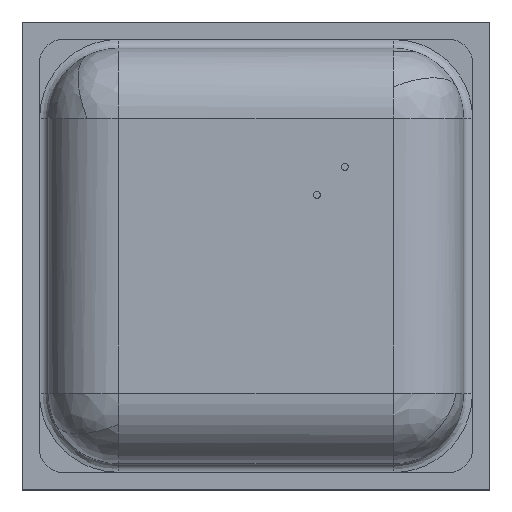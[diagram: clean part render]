
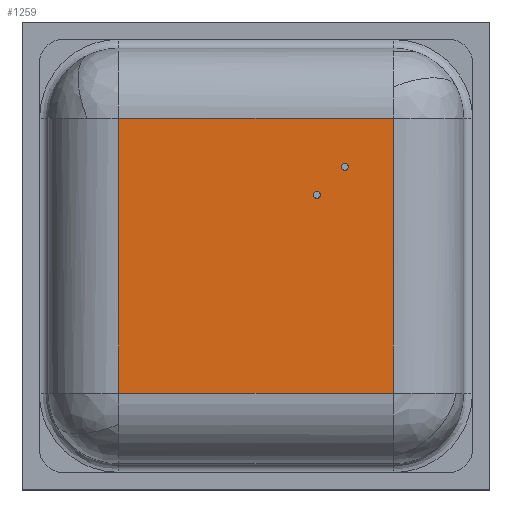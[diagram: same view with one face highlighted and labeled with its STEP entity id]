
A CAD part, top view. The second image highlights one B-rep face of the part: STEP entity #1259.
In plain terms, the highlighted planar face has unit normal (0, 0, 1).
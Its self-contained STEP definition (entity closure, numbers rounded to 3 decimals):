
#133 = CARTESIAN_POINT ( 'NONE',  ( 1.395, 1.38, 0.8 ) ) ;
#167 = EDGE_LOOP ( 'NONE', ( #1774, #3516 ) ) ;
#195 = CARTESIAN_POINT ( 'NONE',  ( 1.38, 1.38, 0.8 ) ) ;
#247 = CARTESIAN_POINT ( 'NONE',  ( 1.26, 1.26, 0.8 ) ) ;
#357 = VECTOR ( 'NONE', #822, 1000. ) ;
#431 = ORIENTED_EDGE ( 'NONE', *, *, #1888, .F. ) ;
#501 = ORIENTED_EDGE ( 'NONE', *, *, #1203, .T. ) ;
#540 = CARTESIAN_POINT ( 'NONE',  ( 1.38, 1.38, 0.8 ) ) ;
#570 = CARTESIAN_POINT ( 'NONE',  ( 1.365, 1.38, 0.8 ) ) ;
#695 = AXIS2_PLACEMENT_3D ( 'NONE', #247, #1907, #1610 ) ;
#767 = AXIS2_PLACEMENT_3D ( 'NONE', #540, #889, #3807 ) ;
#822 = DIRECTION ( 'NONE',  ( 0., -1., 0. ) ) ;
#840 = CARTESIAN_POINT ( 'NONE',  ( 1.294, 1.587, 0.8 ) ) ;
#889 = DIRECTION ( 'NONE',  ( 0., 0., -1. ) ) ;
#1003 = DIRECTION ( 'NONE',  ( 0., 0., -1. ) ) ;
#1107 = EDGE_LOOP ( 'NONE', ( #501, #4291 ) ) ;
#1203 = EDGE_CURVE ( 'NONE', #3590, #1996, #1965, .T. ) ;
#1259 = ADVANCED_FACE ( 'NONE', ( #1780, #5111, #1413 ), #4748, .T. ) ;
#1320 = VERTEX_POINT ( 'NONE', #4081 ) ;
#1413 = FACE_OUTER_BOUND ( 'NONE', #5201, .T. ) ;
#1598 = LINE ( 'NONE', #2042, #357 ) ;
#1610 = DIRECTION ( 'NONE',  ( -1., 0., 0. ) ) ;
#1738 = LINE ( 'NONE', #2640, #3238 ) ;
#1774 = ORIENTED_EDGE ( 'NONE', *, *, #2468, .T. ) ;
#1780 = FACE_BOUND ( 'NONE', #1107, .T. ) ;
#1888 = EDGE_CURVE ( 'NONE', #3302, #2645, #1598, .T. ) ;
#1898 = VECTOR ( 'NONE', #4910, 1000. ) ;
#1907 = DIRECTION ( 'NONE',  ( 0., 0., -1. ) ) ;
#1965 = CIRCLE ( 'NONE', #767, 0.015 ) ;
#1996 = VERTEX_POINT ( 'NONE', #133 ) ;
#2038 = CARTESIAN_POINT ( 'NONE',  ( 0.412, 1.587, 0.8 ) ) ;
#2042 = CARTESIAN_POINT ( 'NONE',  ( 1.588, 0.706, 0.8 ) ) ;
#2053 = LINE ( 'NONE', #2926, #2104 ) ;
#2063 = EDGE_CURVE ( 'NONE', #2071, #1320, #3140, .T. ) ;
#2071 = VERTEX_POINT ( 'NONE', #3577 ) ;
#2081 = DIRECTION ( 'NONE',  ( -1., 0., 0. ) ) ;
#2104 = VECTOR ( 'NONE', #2081, 1000. ) ;
#2170 = DIRECTION ( 'NONE',  ( -1., 0., 0. ) ) ;
#2198 = DIRECTION ( 'NONE',  ( 0., 0., 1. ) ) ;
#2266 = EDGE_CURVE ( 'NONE', #2458, #4031, #1738, .T. ) ;
#2362 = EDGE_CURVE ( 'NONE', #4031, #3302, #3362, .T. ) ;
#2458 = VERTEX_POINT ( 'NONE', #4326 ) ;
#2468 = EDGE_CURVE ( 'NONE', #1320, #2071, #4318, .T. ) ;
#2570 = CARTESIAN_POINT ( 'NONE',  ( 1.588, 0.412, 0.8 ) ) ;
#2640 = CARTESIAN_POINT ( 'NONE',  ( 0.412, 1.294, 0.8 ) ) ;
#2645 = VERTEX_POINT ( 'NONE', #2570 ) ;
#2754 = AXIS2_PLACEMENT_3D ( 'NONE', #3029, #2198, #3877 ) ;
#2922 = AXIS2_PLACEMENT_3D ( 'NONE', #5106, #1003, #3023 ) ;
#2926 = CARTESIAN_POINT ( 'NONE',  ( 0.706, 0.412, 0.8 ) ) ;
#3023 = DIRECTION ( 'NONE',  ( -1., 0., 0. ) ) ;
#3029 = CARTESIAN_POINT ( 'NONE',  ( 1., 1., 0.8 ) ) ;
#3140 = CIRCLE ( 'NONE', #695, 0.015 ) ;
#3238 = VECTOR ( 'NONE', #3532, 1000. ) ;
#3302 = VERTEX_POINT ( 'NONE', #4341 ) ;
#3362 = LINE ( 'NONE', #840, #1898 ) ;
#3516 = ORIENTED_EDGE ( 'NONE', *, *, #2063, .T. ) ;
#3532 = DIRECTION ( 'NONE',  ( 0., 1., 0. ) ) ;
#3577 = CARTESIAN_POINT ( 'NONE',  ( 1.275, 1.26, 0.8 ) ) ;
#3590 = VERTEX_POINT ( 'NONE', #570 ) ;
#3807 = DIRECTION ( 'NONE',  ( -1., 0., 0. ) ) ;
#3877 = DIRECTION ( 'NONE',  ( 1., 0., 0. ) ) ;
#4031 = VERTEX_POINT ( 'NONE', #2038 ) ;
#4055 = ORIENTED_EDGE ( 'NONE', *, *, #2266, .F. ) ;
#4081 = CARTESIAN_POINT ( 'NONE',  ( 1.245, 1.26, 0.8 ) ) ;
#4108 = AXIS2_PLACEMENT_3D ( 'NONE', #195, #4718, #2170 ) ;
#4156 = ORIENTED_EDGE ( 'NONE', *, *, #2362, .F. ) ;
#4274 = EDGE_CURVE ( 'NONE', #1996, #3590, #4726, .T. ) ;
#4291 = ORIENTED_EDGE ( 'NONE', *, *, #4274, .T. ) ;
#4318 = CIRCLE ( 'NONE', #2922, 0.015 ) ;
#4326 = CARTESIAN_POINT ( 'NONE',  ( 0.412, 0.412, 0.8 ) ) ;
#4341 = CARTESIAN_POINT ( 'NONE',  ( 1.588, 1.587, 0.8 ) ) ;
#4434 = ORIENTED_EDGE ( 'NONE', *, *, #4498, .F. ) ;
#4498 = EDGE_CURVE ( 'NONE', #2645, #2458, #2053, .T. ) ;
#4718 = DIRECTION ( 'NONE',  ( 0., 0., -1. ) ) ;
#4726 = CIRCLE ( 'NONE', #4108, 0.015 ) ;
#4748 = PLANE ( 'NONE',  #2754 ) ;
#4910 = DIRECTION ( 'NONE',  ( 1., 0., 0. ) ) ;
#5106 = CARTESIAN_POINT ( 'NONE',  ( 1.26, 1.26, 0.8 ) ) ;
#5111 = FACE_BOUND ( 'NONE', #167, .T. ) ;
#5201 = EDGE_LOOP ( 'NONE', ( #4055, #4434, #431, #4156 ) ) ;
